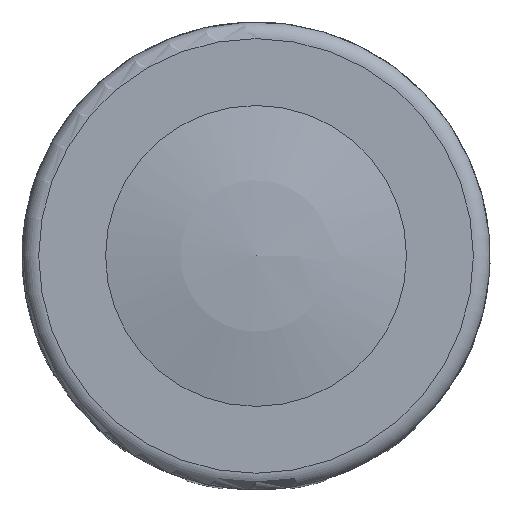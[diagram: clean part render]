
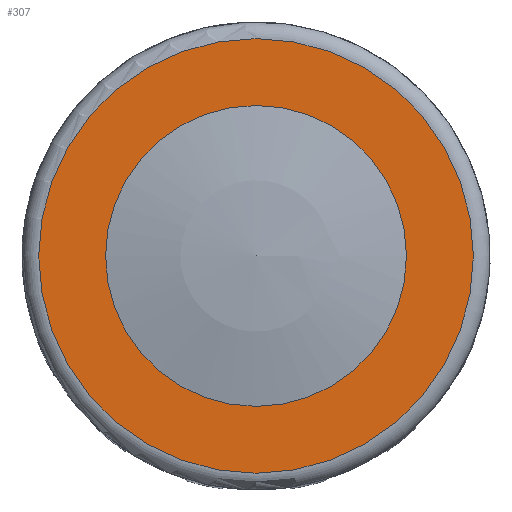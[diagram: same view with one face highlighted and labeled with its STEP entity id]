
A CAD part, top view. The second image highlights one B-rep face of the part: STEP entity #307.
In plain terms, the highlighted planar face has unit normal (0, 0, 1).
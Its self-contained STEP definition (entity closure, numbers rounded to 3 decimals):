
#307 = ADVANCED_FACE( '', ( #645, #646 ), #647, .F. );
#645 = FACE_OUTER_BOUND( '', #1004, .T. );
#646 = FACE_BOUND( '', #1005, .T. );
#647 = PLANE( '', #1006 );
#1004 = EDGE_LOOP( '', ( #1839 ) );
#1005 = EDGE_LOOP( '', ( #1840 ) );
#1006 = AXIS2_PLACEMENT_3D( '', #1841, #1842, #1843 );
#1839 = ORIENTED_EDGE( '', *, *, #2320, .T. );
#1840 = ORIENTED_EDGE( '', *, *, #2328, .F. );
#1841 = CARTESIAN_POINT( '', ( 0., 14., 88. ) );
#1842 = DIRECTION( '', ( 0., 0., -1. ) );
#1843 = DIRECTION( '', ( -1., 0., 0. ) );
#2320 = EDGE_CURVE( '', #2858, #2858, #2859, .F. );
#2328 = EDGE_CURVE( '', #2871, #2871, #2872, .T. );
#2858 = VERTEX_POINT( '', #3793 );
#2859 = CIRCLE( '', #3794, 13. );
#2871 = VERTEX_POINT( '', #3812 );
#2872 = CIRCLE( '', #3813, 9. );
#3793 = CARTESIAN_POINT( '', ( -13., 0., 88. ) );
#3794 = AXIS2_PLACEMENT_3D( '', #4953, #4954, #4955 );
#3812 = CARTESIAN_POINT( '', ( 9., 0., 88. ) );
#3813 = AXIS2_PLACEMENT_3D( '', #4962, #4963, #4964 );
#4953 = CARTESIAN_POINT( '', ( 0., 0., 88. ) );
#4954 = DIRECTION( '', ( 0., 0., -1. ) );
#4955 = DIRECTION( '', ( -1., 0., 0. ) );
#4962 = CARTESIAN_POINT( '', ( 0., 0., 88. ) );
#4963 = DIRECTION( '', ( 0., 0., 1. ) );
#4964 = DIRECTION( '', ( 1., 0., 0. ) );
